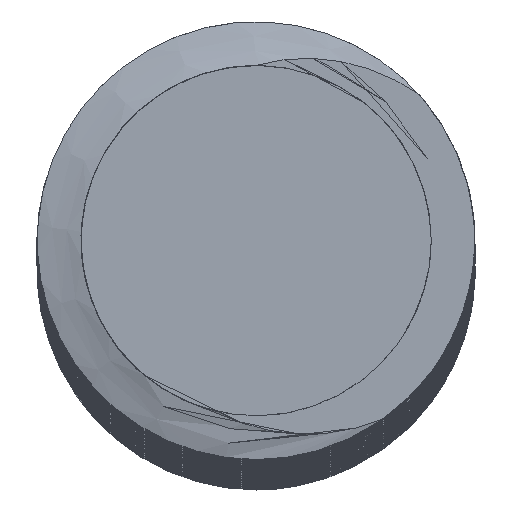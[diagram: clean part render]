
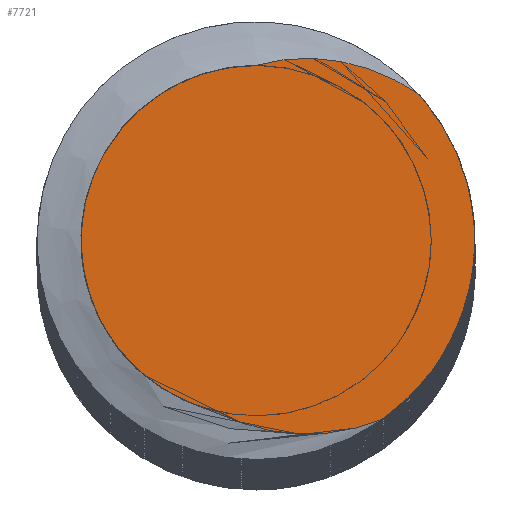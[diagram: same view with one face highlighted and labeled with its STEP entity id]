
A CAD part, top view. The second image highlights one B-rep face of the part: STEP entity #7721.
In plain terms, the highlighted planar face has unit normal (0, 0, 1).
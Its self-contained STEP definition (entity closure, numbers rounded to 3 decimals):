
#16=PLANE('',#8152);
#20=CIRCLE('',#7947,12.5);
#22=CIRCLE('',#8150,10.);
#431=FACE_OUTER_BOUND('',#840,.T.);
#840=EDGE_LOOP('',(#6904,#6905,#6906,#6907));
#1643=B_SPLINE_CURVE_WITH_KNOTS('',3,(#37408,#37409,#37410,#37411,#37412,
#37413,#37414,#37415,#37416,#37417,#37418,#37419,#37420,#37421,#37422,#37423,
#37424,#37425,#37426,#37427,#37428,#37429,#37430,#37431,#37432,#37433,#37434,
#37435,#37436,#37437,#37438,#37439,#37440,#37441,#37442,#37443,#37444,#37445,
#37446,#37447,#37448,#37449,#37450,#37451,#37452,#37453,#37454,#37455,#37456,
#37457,#37458,#37459,#37460,#37461,#37462),.UNSPECIFIED.,.F.,.F.,(4,3,3,
3,3,3,3,3,3,3,3,3,3,3,3,3,3,3,4),(-0.979,-0.897,
-0.816,-0.735,-0.69,-0.678,
-0.6,-0.524,-0.449,-0.411,
-0.396,-0.386,-0.374,-0.302,
-0.231,-0.161,-0.092,-0.024,
0.),.UNSPECIFIED.);
#1648=B_SPLINE_CURVE_WITH_KNOTS('',3,(#43618,#43619,#43620,#43621,#43622,
#43623,#43624,#43625,#43626,#43627,#43628,#43629,#43630,#43631,#43632,#43633,
#43634,#43635,#43636,#43637,#43638,#43639,#43640,#43641,#43642,#43643,#43644,
#43645,#43646,#43647,#43648,#43649,#43650,#43651,#43652,#43653,#43654,#43655,
#43656,#43657,#43658,#43659,#43660,#43661,#43662,#43663,#43664,#43665,#43666,
#43667,#43668,#43669,#43670,#43671,#43672,#43673,#43674,#43675),
 .UNSPECIFIED.,.F.,.F.,(4,3,3,3,3,3,3,3,3,3,3,3,3,3,3,3,3,3,3,4),(-0.983,
-0.914,-0.843,-0.772,-0.743,
-0.73,-0.72,-0.646,-0.571,
-0.498,-0.476,-0.459,-0.449,
-0.424,-0.348,-0.27,-0.19,
-0.109,-0.028,0.),.UNSPECIFIED.);
#2859=VERTEX_POINT('',#19740);
#2860=VERTEX_POINT('',#19754);
#3260=VERTEX_POINT('',#37407);
#3262=VERTEX_POINT('',#43611);
#3869=EDGE_CURVE('',#2859,#2860,#20,.T.);
#4470=EDGE_CURVE('',#2860,#3260,#1643,.T.);
#4476=EDGE_CURVE('',#3262,#2859,#1648,.T.);
#4477=EDGE_CURVE('',#3262,#3260,#22,.T.);
#6904=ORIENTED_EDGE('',*,*,#4477,.T.);
#6905=ORIENTED_EDGE('',*,*,#4470,.F.);
#6906=ORIENTED_EDGE('',*,*,#3869,.F.);
#6907=ORIENTED_EDGE('',*,*,#4476,.F.);
#7721=ADVANCED_FACE('',(#431),#16,.T.);
#7947=AXIS2_PLACEMENT_3D('',#19755,#8769,#8770);
#8150=AXIS2_PLACEMENT_3D('',#43677,#9374,#9375);
#8152=AXIS2_PLACEMENT_3D('',#43679,#9378,#9379);
#8769=DIRECTION('center_axis',(0.,0.,-1.));
#8770=DIRECTION('ref_axis',(0.,1.,0.));
#9374=DIRECTION('center_axis',(0.,0.,1.));
#9375=DIRECTION('ref_axis',(-1.,0.,0.));
#9378=DIRECTION('center_axis',(0.,0.,1.));
#9379=DIRECTION('ref_axis',(1.,0.,0.));
#19740=CARTESIAN_POINT('',(9.323,8.327,500.));
#19754=CARTESIAN_POINT('',(7.225,-10.201,500.));
#19755=CARTESIAN_POINT('Origin',(0.,0.,500.));
#37407=CARTESIAN_POINT('',(-2.236,-9.747,500.));
#37408=CARTESIAN_POINT('Ctrl Pts',(7.225,-10.201,500.));
#37409=CARTESIAN_POINT('Ctrl Pts',(6.97,-10.303,500.));
#37410=CARTESIAN_POINT('Ctrl Pts',(6.713,-10.397,500.));
#37411=CARTESIAN_POINT('Ctrl Pts',(6.453,-10.481,500.));
#37412=CARTESIAN_POINT('Ctrl Pts',(6.194,-10.565,500.));
#37413=CARTESIAN_POINT('Ctrl Pts',(5.932,-10.64,500.));
#37414=CARTESIAN_POINT('Ctrl Pts',(5.669,-10.705,500.));
#37415=CARTESIAN_POINT('Ctrl Pts',(5.408,-10.77,500.));
#37416=CARTESIAN_POINT('Ctrl Pts',(5.144,-10.826,500.));
#37417=CARTESIAN_POINT('Ctrl Pts',(4.879,-10.873,500.));
#37418=CARTESIAN_POINT('Ctrl Pts',(4.731,-10.899,500.));
#37419=CARTESIAN_POINT('Ctrl Pts',(4.583,-10.922,500.));
#37420=CARTESIAN_POINT('Ctrl Pts',(4.433,-10.943,500.));
#37421=CARTESIAN_POINT('Ctrl Pts',(4.394,-10.948,500.));
#37422=CARTESIAN_POINT('Ctrl Pts',(4.354,-10.953,500.));
#37423=CARTESIAN_POINT('Ctrl Pts',(4.315,-10.959,500.));
#37424=CARTESIAN_POINT('Ctrl Pts',(4.058,-10.991,500.));
#37425=CARTESIAN_POINT('Ctrl Pts',(3.8,-11.015,500.));
#37426=CARTESIAN_POINT('Ctrl Pts',(3.542,-11.03,500.));
#37427=CARTESIAN_POINT('Ctrl Pts',(3.286,-11.045,500.));
#37428=CARTESIAN_POINT('Ctrl Pts',(3.03,-11.051,500.));
#37429=CARTESIAN_POINT('Ctrl Pts',(2.774,-11.049,500.));
#37430=CARTESIAN_POINT('Ctrl Pts',(2.525,-11.046,500.));
#37431=CARTESIAN_POINT('Ctrl Pts',(2.276,-11.036,500.));
#37432=CARTESIAN_POINT('Ctrl Pts',(2.027,-11.017,500.));
#37433=CARTESIAN_POINT('Ctrl Pts',(1.903,-11.007,500.));
#37434=CARTESIAN_POINT('Ctrl Pts',(1.779,-10.996,500.));
#37435=CARTESIAN_POINT('Ctrl Pts',(1.655,-10.982,500.));
#37436=CARTESIAN_POINT('Ctrl Pts',(1.604,-10.976,500.));
#37437=CARTESIAN_POINT('Ctrl Pts',(1.553,-10.97,500.));
#37438=CARTESIAN_POINT('Ctrl Pts',(1.502,-10.964,500.));
#37439=CARTESIAN_POINT('Ctrl Pts',(1.468,-10.96,500.));
#37440=CARTESIAN_POINT('Ctrl Pts',(1.434,-10.955,500.));
#37441=CARTESIAN_POINT('Ctrl Pts',(1.4,-10.951,500.));
#37442=CARTESIAN_POINT('Ctrl Pts',(1.361,-10.946,500.));
#37443=CARTESIAN_POINT('Ctrl Pts',(1.323,-10.94,500.));
#37444=CARTESIAN_POINT('Ctrl Pts',(1.284,-10.934,500.));
#37445=CARTESIAN_POINT('Ctrl Pts',(1.045,-10.9,500.));
#37446=CARTESIAN_POINT('Ctrl Pts',(0.808,-10.857,500.));
#37447=CARTESIAN_POINT('Ctrl Pts',(0.573,-10.807,
500.));
#37448=CARTESIAN_POINT('Ctrl Pts',(0.341,-10.757,
500.));
#37449=CARTESIAN_POINT('Ctrl Pts',(0.111,-10.699,500.));
#37450=CARTESIAN_POINT('Ctrl Pts',(-0.118,-10.634,
500.));
#37451=CARTESIAN_POINT('Ctrl Pts',(-0.341,-10.57,
500.));
#37452=CARTESIAN_POINT('Ctrl Pts',(-0.562,-10.498,
500.));
#37453=CARTESIAN_POINT('Ctrl Pts',(-0.781,-10.419,
500.));
#37454=CARTESIAN_POINT('Ctrl Pts',(-0.997,-10.341,
500.));
#37455=CARTESIAN_POINT('Ctrl Pts',(-1.21,-10.256,500.));
#37456=CARTESIAN_POINT('Ctrl Pts',(-1.419,-10.164,
500.));
#37457=CARTESIAN_POINT('Ctrl Pts',(-1.625,-10.073,500.));
#37458=CARTESIAN_POINT('Ctrl Pts',(-1.828,-9.976,500.));
#37459=CARTESIAN_POINT('Ctrl Pts',(-2.028,-9.871,
500.));
#37460=CARTESIAN_POINT('Ctrl Pts',(-2.099,-9.833,500.));
#37461=CARTESIAN_POINT('Ctrl Pts',(-2.171,-9.794,
500.));
#37462=CARTESIAN_POINT('Ctrl Pts',(-2.241,-9.755,
500.));
#43611=CARTESIAN_POINT('',(0.,10.,500.));
#43618=CARTESIAN_POINT('Ctrl Pts',(0.,10.,500.));
#43619=CARTESIAN_POINT('Ctrl Pts',(0.223,10.066,500.));
#43620=CARTESIAN_POINT('Ctrl Pts',(0.447,10.124,500.));
#43621=CARTESIAN_POINT('Ctrl Pts',(0.673,10.174,500.));
#43622=CARTESIAN_POINT('Ctrl Pts',(0.901,10.223,500.));
#43623=CARTESIAN_POINT('Ctrl Pts',(1.13,10.265,500.));
#43624=CARTESIAN_POINT('Ctrl Pts',(1.36,10.299,500.));
#43625=CARTESIAN_POINT('Ctrl Pts',(1.592,10.333,500.));
#43626=CARTESIAN_POINT('Ctrl Pts',(1.825,10.359,500.));
#43627=CARTESIAN_POINT('Ctrl Pts',(2.06,10.377,500.));
#43628=CARTESIAN_POINT('Ctrl Pts',(2.157,10.384,500.));
#43629=CARTESIAN_POINT('Ctrl Pts',(2.255,10.39,500.));
#43630=CARTESIAN_POINT('Ctrl Pts',(2.352,10.395,500.));
#43631=CARTESIAN_POINT('Ctrl Pts',(2.394,10.397,500.));
#43632=CARTESIAN_POINT('Ctrl Pts',(2.437,10.398,500.));
#43633=CARTESIAN_POINT('Ctrl Pts',(2.479,10.4,500.));
#43634=CARTESIAN_POINT('Ctrl Pts',(2.513,10.401,500.));
#43635=CARTESIAN_POINT('Ctrl Pts',(2.547,10.402,500.));
#43636=CARTESIAN_POINT('Ctrl Pts',(2.581,10.403,500.));
#43637=CARTESIAN_POINT('Ctrl Pts',(2.826,10.409,500.));
#43638=CARTESIAN_POINT('Ctrl Pts',(3.072,10.407,500.));
#43639=CARTESIAN_POINT('Ctrl Pts',(3.317,10.396,500.));
#43640=CARTESIAN_POINT('Ctrl Pts',(3.565,10.385,500.));
#43641=CARTESIAN_POINT('Ctrl Pts',(3.812,10.365,500.));
#43642=CARTESIAN_POINT('Ctrl Pts',(4.059,10.337,500.));
#43643=CARTESIAN_POINT('Ctrl Pts',(4.3,10.31,500.));
#43644=CARTESIAN_POINT('Ctrl Pts',(4.541,10.274,500.));
#43645=CARTESIAN_POINT('Ctrl Pts',(4.781,10.231,500.));
#43646=CARTESIAN_POINT('Ctrl Pts',(4.851,10.218,500.));
#43647=CARTESIAN_POINT('Ctrl Pts',(4.921,10.205,500.));
#43648=CARTESIAN_POINT('Ctrl Pts',(4.991,10.19,500.));
#43649=CARTESIAN_POINT('Ctrl Pts',(5.048,10.179,500.));
#43650=CARTESIAN_POINT('Ctrl Pts',(5.104,10.167,500.));
#43651=CARTESIAN_POINT('Ctrl Pts',(5.16,10.155,500.));
#43652=CARTESIAN_POINT('Ctrl Pts',(5.191,10.148,500.));
#43653=CARTESIAN_POINT('Ctrl Pts',(5.222,10.141,500.));
#43654=CARTESIAN_POINT('Ctrl Pts',(5.252,10.135,500.));
#43655=CARTESIAN_POINT('Ctrl Pts',(5.334,10.116,500.));
#43656=CARTESIAN_POINT('Ctrl Pts',(5.415,10.097,500.));
#43657=CARTESIAN_POINT('Ctrl Pts',(5.496,10.076,500.));
#43658=CARTESIAN_POINT('Ctrl Pts',(5.744,10.014,500.));
#43659=CARTESIAN_POINT('Ctrl Pts',(5.99,9.944,500.));
#43660=CARTESIAN_POINT('Ctrl Pts',(6.233,9.865,500.));
#43661=CARTESIAN_POINT('Ctrl Pts',(6.479,9.786,500.));
#43662=CARTESIAN_POINT('Ctrl Pts',(6.723,9.698,500.));
#43663=CARTESIAN_POINT('Ctrl Pts',(6.964,9.602,500.));
#43664=CARTESIAN_POINT('Ctrl Pts',(7.211,9.503,500.));
#43665=CARTESIAN_POINT('Ctrl Pts',(7.453,9.397,500.));
#43666=CARTESIAN_POINT('Ctrl Pts',(7.693,9.282,500.));
#43667=CARTESIAN_POINT('Ctrl Pts',(7.934,9.167,500.));
#43668=CARTESIAN_POINT('Ctrl Pts',(8.172,9.043,500.));
#43669=CARTESIAN_POINT('Ctrl Pts',(8.405,8.912,500.));
#43670=CARTESIAN_POINT('Ctrl Pts',(8.64,8.779,500.));
#43671=CARTESIAN_POINT('Ctrl Pts',(8.871,8.639,500.));
#43672=CARTESIAN_POINT('Ctrl Pts',(9.097,8.49,500.));
#43673=CARTESIAN_POINT('Ctrl Pts',(9.177,8.438,500.));
#43674=CARTESIAN_POINT('Ctrl Pts',(9.256,8.385,500.));
#43675=CARTESIAN_POINT('Ctrl Pts',(9.334,8.331,500.));
#43677=CARTESIAN_POINT('Origin',(0.,0.,500.));
#43679=CARTESIAN_POINT('Origin',(0.,0.,
500.));
